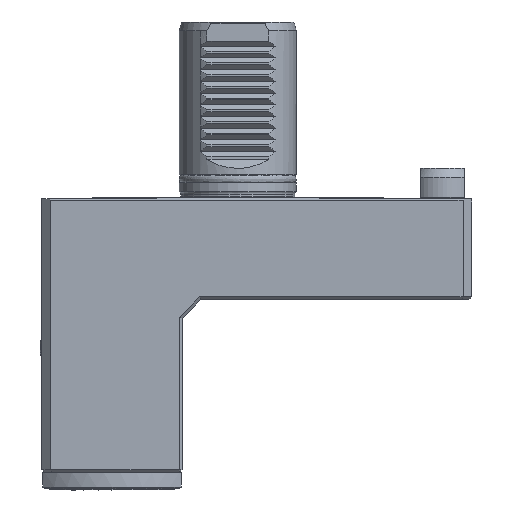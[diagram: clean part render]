
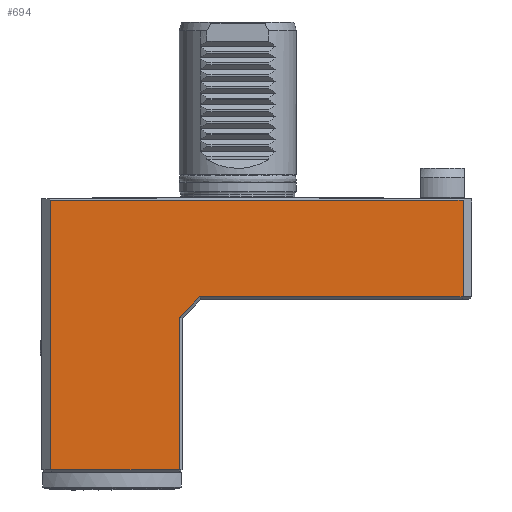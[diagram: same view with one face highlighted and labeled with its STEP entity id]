
A CAD part, front view. The second image highlights one B-rep face of the part: STEP entity #694.
In plain terms, the highlighted planar face has unit normal (0, -1, 0).
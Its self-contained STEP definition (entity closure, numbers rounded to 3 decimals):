
#111=LINE('',#3951,#272);
#118=LINE('',#3966,#279);
#133=LINE('',#4008,#294);
#142=LINE('',#4025,#303);
#143=LINE('',#4026,#304);
#144=LINE('',#4028,#305);
#145=LINE('',#4030,#306);
#272=VECTOR('',#2948,1.);
#279=VECTOR('',#2959,1.);
#294=VECTOR('',#3000,1.);
#303=VECTOR('',#3013,1.);
#304=VECTOR('',#3014,1.);
#305=VECTOR('',#3015,1.);
#306=VECTOR('',#3016,1.);
#493=PLANE('',#2638);
#590=FACE_OUTER_BOUND('',#1027,.T.);
#694=ADVANCED_FACE('',(#590),#493,.T.);
#1027=EDGE_LOOP('',(#1314,#1315,#1316,#1317,#1318,#1319,#1320));
#1314=ORIENTED_EDGE('',*,*,#2204,.T.);
#1315=ORIENTED_EDGE('',*,*,#2195,.T.);
#1316=ORIENTED_EDGE('',*,*,#2205,.T.);
#1317=ORIENTED_EDGE('',*,*,#2206,.T.);
#1318=ORIENTED_EDGE('',*,*,#2207,.T.);
#1319=ORIENTED_EDGE('',*,*,#2174,.T.);
#1320=ORIENTED_EDGE('',*,*,#2167,.T.);
#1927=VERTEX_POINT('',#3950);
#1928=VERTEX_POINT('',#3952);
#1934=VERTEX_POINT('',#3967);
#1946=VERTEX_POINT('',#4006);
#1948=VERTEX_POINT('',#4009);
#1954=VERTEX_POINT('',#4027);
#1955=VERTEX_POINT('',#4029);
#2167=EDGE_CURVE('',#1928,#1927,#111,.T.);
#2174=EDGE_CURVE('',#1934,#1928,#118,.T.);
#2195=EDGE_CURVE('',#1948,#1946,#133,.T.);
#2204=EDGE_CURVE('',#1927,#1948,#142,.T.);
#2205=EDGE_CURVE('',#1946,#1954,#143,.T.);
#2206=EDGE_CURVE('',#1954,#1955,#144,.T.);
#2207=EDGE_CURVE('',#1955,#1934,#145,.T.);
#2638=AXIS2_PLACEMENT_3D('',#4031,#3017,#3018);
#2948=DIRECTION('',(1.,0.,0.));
#2959=DIRECTION('',(0.707,0.,0.707));
#3000=DIRECTION('',(-1.,0.,0.));
#3013=DIRECTION('',(0.,0.,1.));
#3014=DIRECTION('',(0.,0.,-1.));
#3015=DIRECTION('',(1.,0.,0.));
#3016=DIRECTION('',(0.,0.,1.));
#3017=DIRECTION('',(0.,-1.,0.));
#3018=DIRECTION('',(0.,0.,-1.));
#3950=CARTESIAN_POINT('',(77.,-42.,-34.));
#3951=CARTESIAN_POINT('',(-67.,-42.,-34.));
#3952=CARTESIAN_POINT('',(-13.114,-42.,-34.));
#3966=CARTESIAN_POINT('',(-70.057,-42.,-90.943));
#3967=CARTESIAN_POINT('',(-20.,-42.,-40.886));
#4006=CARTESIAN_POINT('',(-64.,-42.,-1.));
#4008=CARTESIAN_POINT('',(-27.129,-42.,-1.));
#4009=CARTESIAN_POINT('',(77.,-42.,-1.));
#4025=CARTESIAN_POINT('',(77.,-42.,-94.));
#4026=CARTESIAN_POINT('',(-64.,-42.,-94.));
#4027=CARTESIAN_POINT('',(-64.,-42.,-93.));
#4028=CARTESIAN_POINT('',(-67.,-42.,-93.));
#4029=CARTESIAN_POINT('',(-20.,-42.,-93.));
#4030=CARTESIAN_POINT('',(-20.,-42.,-94.));
#4031=CARTESIAN_POINT('',(-67.,-42.,-94.));
